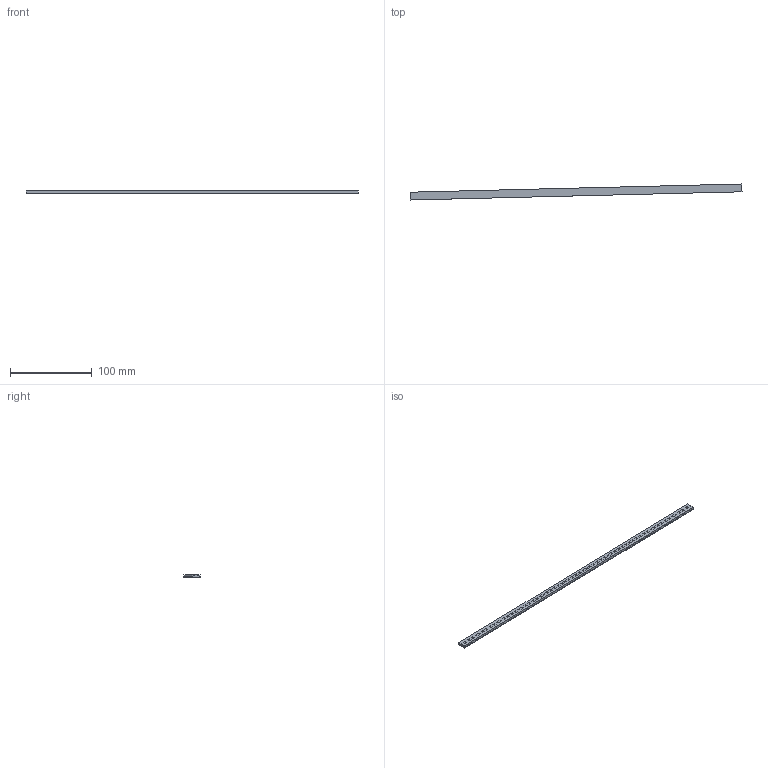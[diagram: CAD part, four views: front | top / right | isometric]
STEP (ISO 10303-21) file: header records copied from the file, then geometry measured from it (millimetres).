
FILE_DESCRIPTION(/* description */ ('Unknown'),/* implementation_level */ '2;1');
FILE_NAME(/* name */ '3851260_maxSized',/* time_stamp */ '2019-12-09T14:59:12+08:00',/* author */ ('Unknown'),/* organization */ ('Unknown'),/* preprocessor_version */ 'ST-DEVELOPER v16.7',/* originating_system */ 'DEX',/* authorisation */ $);
FILE_SCHEMA (('AUTOMOTIVE_DESIGN {1 0 10303 214 3 1 1}'));
Length unit declared in the file: millimetre
Products named in the file (3): 3851260_maxSized; maxSized; 3851260_406,4mm
Assembly tree (2 placements, depth 2):
  3851260_maxSized
    maxSized
    3851260_406,4mm
Bounding box: 407.31 x 19.67 x 3.4 mm (x, y, z)
Volume: 13767.3 mm3; surface area: 22769.7 mm2
Topology: 2 solids, 2 shells, 914 faces, 2596 edges, 1560 vertices
Faces by surface type: cylinder 514, plane 400
Entity records: 29980 total; most frequent: CARTESIAN_POINT 6099, ORIENTED_EDGE 5192, DIRECTION 4946, EDGE_CURVE 2596, AXIS2_PLACEMENT_3D 1689, LINE 1568, VECTOR 1568, VERTEX_POINT 1560
